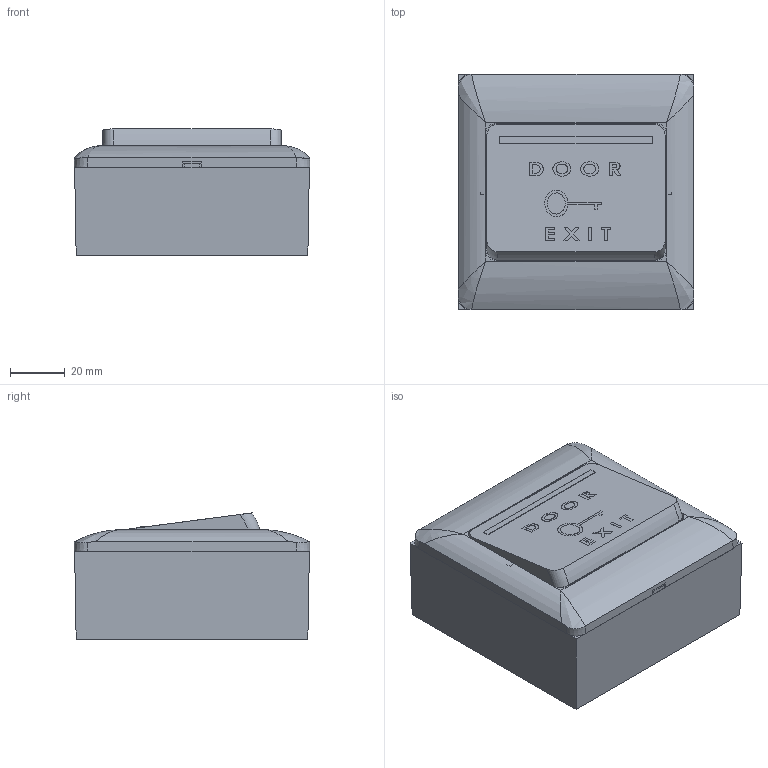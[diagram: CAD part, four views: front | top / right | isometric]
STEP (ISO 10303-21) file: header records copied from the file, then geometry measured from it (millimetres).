
FILE_DESCRIPTION (( 'STEP AP214' ), '1' );
FILE_NAME ('AS0139-PBNONC.STEP', '2015-09-10T06:32:57', ( '' ), ( '' ), 'SwSTEP 2.0', 'SolidWorks 2014', '' );
FILE_SCHEMA (( 'AUTOMOTIVE_DESIGN' ));
Length unit declared in the file: millimetre
Products named in the file (8): PP0261-TRIM; PP0259-PUSH BUTTON_DETAILLE; PP0263 - CLOSING SUPPORT; ISO 7045 - M3 x 6_ISO 7045 - M3 x 6 - Z --- 6N; PP0262-BUTTON FACE; ISO 7045 - M4 x 20_ISO 7045 - M4 x 20 - Z --- 20N; PP0260-CASING; AS0139-PBNONC
Assembly tree (10 placements, depth 2):
  AS0139-PBNONC
    PP0259-PUSH BUTTON_DETAILLE
    PP0260-CASING
    PP0261-TRIM
    PP0262-BUTTON FACE
    ISO 7045 - M4 x 20_ISO 7045 - M4 x 20 - Z --- 20N  x2
    ISO 7045 - M3 x 6_ISO 7045 - M3 x 6 - Z --- 6N  x3
    PP0263 - CLOSING SUPPORT
Bounding box: 86 x 86 x 46 mm (x, y, z)
Volume: 147997.8 mm3; surface area: 97688.9 mm2
Topology: 23 solids, 23 shells, 864 faces, 2251 edges, 1438 vertices
Faces by surface type: plane 520, cylinder 134, cone 124, bspline 52, torus 24, sphere 10
Entity records: 29665 total; most frequent: CARTESIAN_POINT 8634, ORIENTED_EDGE 3894, DIRECTION 3552, EDGE_CURVE 1947, LINE 1306, VECTOR 1306, VERTEX_POINT 1267, AXIS2_PLACEMENT_3D 1123
